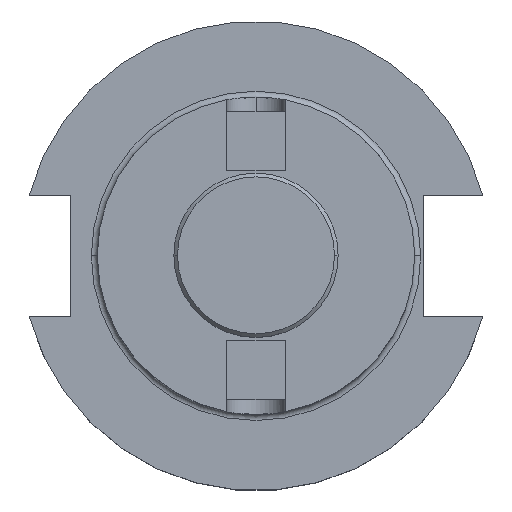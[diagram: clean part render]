
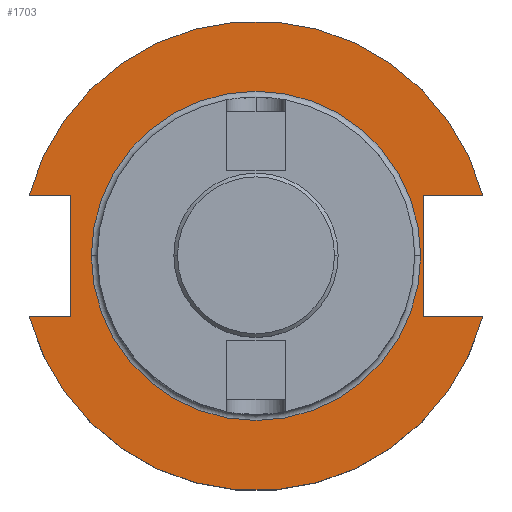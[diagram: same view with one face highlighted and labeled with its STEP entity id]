
A CAD part, top view. The second image highlights one B-rep face of the part: STEP entity #1703.
In plain terms, the highlighted planar face has unit normal (0, 0, 1).
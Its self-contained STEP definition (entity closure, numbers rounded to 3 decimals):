
#23 = AXIS2_PLACEMENT_3D ( 'NONE', #771, #776, #784 ) ;
#28 = VERTEX_POINT ( 'NONE', #829 ) ;
#80 = EDGE_CURVE ( 'NONE', #2195, #255, #1874, .T. ) ;
#129 = CARTESIAN_POINT ( 'NONE',  ( -61.091, -8.191, 19.05 ) ) ;
#203 = ORIENTED_EDGE ( 'NONE', *, *, #684, .F. ) ;
#245 = VECTOR ( 'NONE', #314, 1000. ) ;
#253 = CARTESIAN_POINT ( 'NONE',  ( 0., 22.263, 19.05 ) ) ;
#255 = VERTEX_POINT ( 'NONE', #1426 ) ;
#266 = ORIENTED_EDGE ( 'NONE', *, *, #319, .T. ) ;
#277 = FACE_BOUND ( 'NONE', #1943, .T. ) ;
#290 = DIRECTION ( 'NONE',  ( 1., 0., 0. ) ) ;
#314 = DIRECTION ( 'NONE',  ( 1., 0., 0. ) ) ;
#319 = EDGE_CURVE ( 'NONE', #1292, #1260, #2037, .T. ) ;
#399 = EDGE_CURVE ( 'NONE', #1260, #1108, #864, .T. ) ;
#401 = PLANE ( 'NONE',  #1827 ) ;
#450 = CARTESIAN_POINT ( 'NONE',  ( -61.091, 8.191, 19.05 ) ) ;
#471 = CARTESIAN_POINT ( 'NONE',  ( 22.606, -8.191, 19.05 ) ) ;
#479 = EDGE_CURVE ( 'NONE', #562, #1122, #1213, .T. ) ;
#488 = EDGE_LOOP ( 'NONE', ( #1106, #2226, #2076, #1749, #1460, #203, #609, #266 ) ) ;
#491 = CIRCLE ( 'NONE', #23, 31.75 ) ;
#495 = VECTOR ( 'NONE', #1232, 1000. ) ;
#562 = VERTEX_POINT ( 'NONE', #1557 ) ;
#609 = ORIENTED_EDGE ( 'NONE', *, *, #1646, .T. ) ;
#671 = VERTEX_POINT ( 'NONE', #681 ) ;
#681 = CARTESIAN_POINT ( 'NONE',  ( -30.675, -8.191, 19.05 ) ) ;
#684 = EDGE_CURVE ( 'NONE', #28, #255, #1404, .T. ) ;
#695 = LINE ( 'NONE', #129, #245 ) ;
#719 = CARTESIAN_POINT ( 'NONE',  ( 22.606, 22.263, 19.05 ) ) ;
#771 = CARTESIAN_POINT ( 'NONE',  ( 0., 0., 19.05 ) ) ;
#772 = AXIS2_PLACEMENT_3D ( 'NONE', #1636, #1668, #1676 ) ;
#773 = CARTESIAN_POINT ( 'NONE',  ( 0., -8.191, 19.05 ) ) ;
#776 = DIRECTION ( 'NONE',  ( 0., 0., 1. ) ) ;
#784 = DIRECTION ( 'NONE',  ( 1., 0., 0. ) ) ;
#829 = CARTESIAN_POINT ( 'NONE',  ( 30.675, 8.191, 19.05 ) ) ;
#836 = ORIENTED_EDGE ( 'NONE', *, *, #1489, .F. ) ;
#858 = CIRCLE ( 'NONE', #2208, 31.75 ) ;
#864 = LINE ( 'NONE', #1961, #1781 ) ;
#894 = DIRECTION ( 'NONE',  ( 0., 1., 0. ) ) ;
#907 = CARTESIAN_POINT ( 'NONE',  ( -25.091, 8.191, 19.05 ) ) ;
#914 = DIRECTION ( 'NONE',  ( -1., 0., 0. ) ) ;
#927 = DIRECTION ( 'NONE',  ( 1., 0., 0. ) ) ;
#941 = ORIENTED_EDGE ( 'NONE', *, *, #479, .F. ) ;
#1050 = EDGE_CURVE ( 'NONE', #2195, #1302, #1917, .T. ) ;
#1106 = ORIENTED_EDGE ( 'NONE', *, *, #399, .T. ) ;
#1108 = VERTEX_POINT ( 'NONE', #1253 ) ;
#1118 = EDGE_CURVE ( 'NONE', #671, #1302, #858, .T. ) ;
#1122 = VERTEX_POINT ( 'NONE', #1146 ) ;
#1146 = CARTESIAN_POINT ( 'NONE',  ( 22.263, 0., 19.05 ) ) ;
#1213 = CIRCLE ( 'NONE', #1669, 22.263 ) ;
#1232 = DIRECTION ( 'NONE',  ( -1., 0., 0. ) ) ;
#1253 = CARTESIAN_POINT ( 'NONE',  ( -25.091, -8.191, 19.05 ) ) ;
#1257 = CARTESIAN_POINT ( 'NONE',  ( -30.675, 8.191, 19.05 ) ) ;
#1260 = VERTEX_POINT ( 'NONE', #907 ) ;
#1289 = CARTESIAN_POINT ( 'NONE',  ( 0., 8.191, 19.05 ) ) ;
#1292 = VERTEX_POINT ( 'NONE', #1257 ) ;
#1302 = VERTEX_POINT ( 'NONE', #1835 ) ;
#1306 = DIRECTION ( 'NONE',  ( 1., 0., 0. ) ) ;
#1342 = VECTOR ( 'NONE', #894, 1000. ) ;
#1345 = DIRECTION ( 'NONE',  ( 0., -1., 0. ) ) ;
#1368 = VECTOR ( 'NONE', #927, 1000. ) ;
#1404 = LINE ( 'NONE', #1289, #495 ) ;
#1426 = CARTESIAN_POINT ( 'NONE',  ( 22.606, 8.191, 19.05 ) ) ;
#1452 = CARTESIAN_POINT ( 'NONE',  ( 0., 0., 19.05 ) ) ;
#1459 = DIRECTION ( 'NONE',  ( 0., 0., 1. ) ) ;
#1460 = ORIENTED_EDGE ( 'NONE', *, *, #80, .T. ) ;
#1489 = EDGE_CURVE ( 'NONE', #1122, #562, #1582, .T. ) ;
#1499 = CARTESIAN_POINT ( 'NONE',  ( 0., 0., 19.05 ) ) ;
#1506 = DIRECTION ( 'NONE',  ( 1., 0., 0. ) ) ;
#1557 = CARTESIAN_POINT ( 'NONE',  ( -22.263, 0., 19.05 ) ) ;
#1582 = CIRCLE ( 'NONE', #772, 22.263 ) ;
#1619 = FACE_OUTER_BOUND ( 'NONE', #488, .T. ) ;
#1636 = CARTESIAN_POINT ( 'NONE',  ( 0., 0., 19.05 ) ) ;
#1646 = EDGE_CURVE ( 'NONE', #28, #1292, #491, .T. ) ;
#1668 = DIRECTION ( 'NONE',  ( 0., 0., 1. ) ) ;
#1669 = AXIS2_PLACEMENT_3D ( 'NONE', #1499, #1704, #290 ) ;
#1676 = DIRECTION ( 'NONE',  ( 1., 0., 0. ) ) ;
#1703 = ADVANCED_FACE ( 'NONE', ( #277, #1619 ), #401, .F. ) ;
#1704 = DIRECTION ( 'NONE',  ( 0., 0., 1. ) ) ;
#1749 = ORIENTED_EDGE ( 'NONE', *, *, #1050, .F. ) ;
#1781 = VECTOR ( 'NONE', #1345, 1000. ) ;
#1827 = AXIS2_PLACEMENT_3D ( 'NONE', #253, #2070, #914 ) ;
#1835 = CARTESIAN_POINT ( 'NONE',  ( 30.675, -8.191, 19.05 ) ) ;
#1874 = LINE ( 'NONE', #719, #1342 ) ;
#1917 = LINE ( 'NONE', #773, #1368 ) ;
#1943 = EDGE_LOOP ( 'NONE', ( #836, #941 ) ) ;
#1961 = CARTESIAN_POINT ( 'NONE',  ( -25.091, 8.191, 19.05 ) ) ;
#2037 = LINE ( 'NONE', #450, #2110 ) ;
#2070 = DIRECTION ( 'NONE',  ( 0., 0., -1. ) ) ;
#2076 = ORIENTED_EDGE ( 'NONE', *, *, #1118, .T. ) ;
#2110 = VECTOR ( 'NONE', #1306, 1000. ) ;
#2195 = VERTEX_POINT ( 'NONE', #471 ) ;
#2208 = AXIS2_PLACEMENT_3D ( 'NONE', #1452, #1459, #1506 ) ;
#2226 = ORIENTED_EDGE ( 'NONE', *, *, #2263, .F. ) ;
#2263 = EDGE_CURVE ( 'NONE', #671, #1108, #695, .T. ) ;
